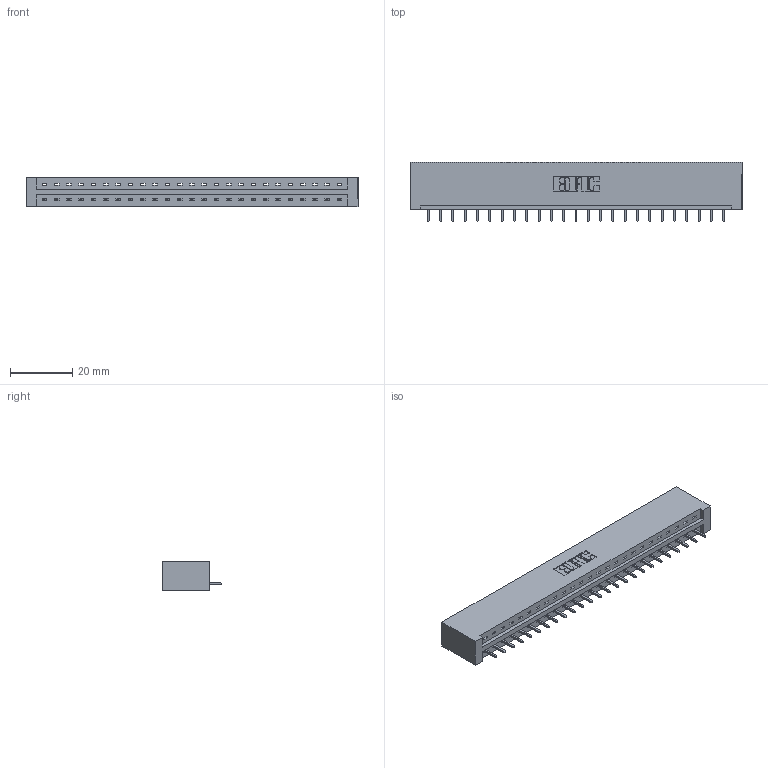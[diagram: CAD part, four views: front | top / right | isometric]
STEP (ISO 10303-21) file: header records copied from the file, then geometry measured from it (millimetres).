
FILE_DESCRIPTION (( 'STEP AP203' ), '1' );
FILE_NAME ('387-025-521-101.STEP', '2019-10-03T11:19:16', ( '' ), ( '' ), 'SwSTEP 2.0', 'SolidWorks 2016', '' );
FILE_SCHEMA (( 'CONFIG_CONTROL_DESIGN' ));
Length unit declared in the file: inch
Products named in the file (3): 387-025-521-101; 337 Part_No Mounting Lugs; 345-292-001_345-293-121
Assembly tree (26 placements, depth 2):
  387-025-521-101
    337 Part_No Mounting Lugs
    345-292-001_345-293-121  x25
Bounding box: 106.93 x 19.06 x 9.4 mm (x, y, z)
Volume: 11568.8 mm3; surface area: 11540.2 mm2
Topology: 26 solids, 26 shells, 1656 faces, 4987 edges, 3290 vertices
Faces by surface type: plane 1216, cylinder 440
Entity records: 20523 total; most frequent: CARTESIAN_POINT 3581, ORIENTED_EDGE 3542, DIRECTION 3041, EDGE_CURVE 1771, LINE 1651, VECTOR 1651, VERTEX_POINT 1178, AXIS2_PLACEMENT_3D 695
